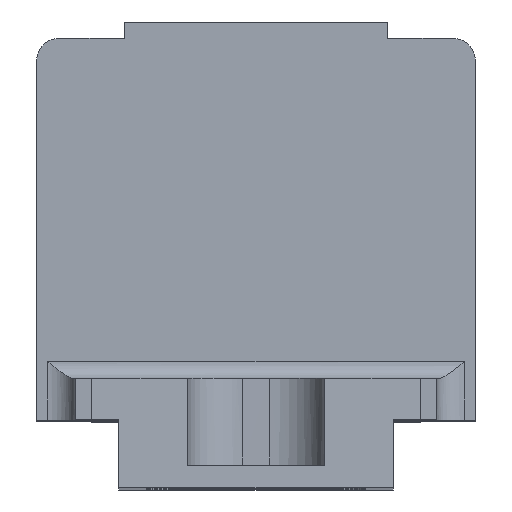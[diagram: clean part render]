
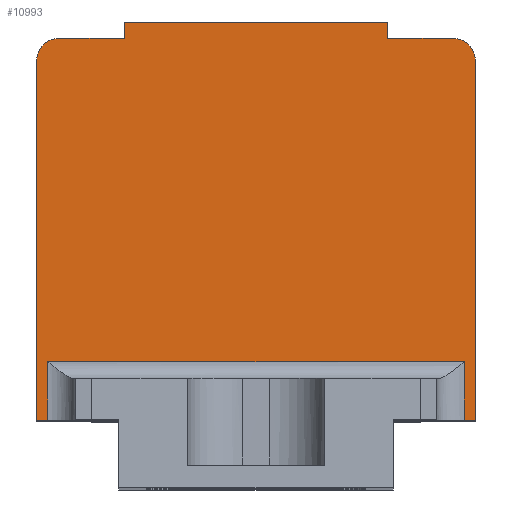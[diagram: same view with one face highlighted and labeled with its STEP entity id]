
A CAD part, top view. The second image highlights one B-rep face of the part: STEP entity #10993.
In plain terms, the highlighted planar face has unit normal (0, 0, 1).
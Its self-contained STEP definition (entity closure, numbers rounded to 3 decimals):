
#611=DIRECTION('',(0.,1.,0.));
#612=VECTOR('',#611,5.3);
#613=CARTESIAN_POINT('',(-19.,6.2,103.1));
#614=LINE('',#613,#612);
#629=DIRECTION('',(-1.,0.,0.));
#630=VECTOR('',#629,1.);
#631=CARTESIAN_POINT('',(-19.,6.2,103.1));
#632=LINE('',#631,#630);
#633=DIRECTION('',(0.,1.,0.));
#634=VECTOR('',#633,32.8);
#635=CARTESIAN_POINT('',(-20.,6.2,103.1));
#636=LINE('',#635,#634);
#637=DIRECTION('',(1.,0.,0.));
#638=VECTOR('',#637,6.);
#639=CARTESIAN_POINT('',(-18.,41.,103.1));
#640=LINE('',#639,#638);
#641=DIRECTION('',(0.,1.,0.));
#642=VECTOR('',#641,1.5);
#643=CARTESIAN_POINT('',(-12.,41.,103.1));
#644=LINE('',#643,#642);
#645=DIRECTION('',(1.,0.,0.));
#646=VECTOR('',#645,24.);
#647=CARTESIAN_POINT('',(-12.,42.5,103.1));
#648=LINE('',#647,#646);
#649=DIRECTION('',(0.,-1.,0.));
#650=VECTOR('',#649,1.5);
#651=CARTESIAN_POINT('',(12.,42.5,103.1));
#652=LINE('',#651,#650);
#653=DIRECTION('',(1.,0.,0.));
#654=VECTOR('',#653,6.);
#655=CARTESIAN_POINT('',(12.,41.,103.1));
#656=LINE('',#655,#654);
#657=DIRECTION('',(0.,-1.,0.));
#658=VECTOR('',#657,32.8);
#659=CARTESIAN_POINT('',(20.,39.,103.1));
#660=LINE('',#659,#658);
#661=DIRECTION('',(-1.,0.,0.));
#662=VECTOR('',#661,1.);
#663=CARTESIAN_POINT('',(20.,6.2,103.1));
#664=LINE('',#663,#662);
#704=DIRECTION('',(1.,0.,0.));
#705=VECTOR('',#704,38.);
#706=CARTESIAN_POINT('',(-19.,11.5,103.1));
#707=LINE('',#706,#705);
#865=DIRECTION('',(0.,-1.,0.));
#866=VECTOR('',#865,5.3);
#867=CARTESIAN_POINT('',(19.,11.5,103.1));
#868=LINE('',#867,#866);
#1002=CARTESIAN_POINT('',(18.,39.,103.1));
#1003=DIRECTION('',(0.,0.,1.));
#1004=DIRECTION('',(1.,0.,0.));
#1005=AXIS2_PLACEMENT_3D('',#1002,#1003,#1004);
#1036=CARTESIAN_POINT('',(-18.,39.,103.1));
#1037=DIRECTION('',(0.,0.,1.));
#1038=DIRECTION('',(0.,1.,0.));
#1039=AXIS2_PLACEMENT_3D('',#1036,#1037,#1038);
#8501=CARTESIAN_POINT('',(-12.,41.,103.1));
#8502=CARTESIAN_POINT('',(-12.,42.5,103.1));
#8503=VERTEX_POINT('',#8501);
#8504=VERTEX_POINT('',#8502);
#8505=CARTESIAN_POINT('',(12.,42.5,103.1));
#8506=VERTEX_POINT('',#8505);
#8507=CARTESIAN_POINT('',(12.,41.,103.1));
#8508=VERTEX_POINT('',#8507);
#8517=CARTESIAN_POINT('',(20.,6.2,103.1));
#8519=VERTEX_POINT('',#8517);
#8521=CARTESIAN_POINT('',(-20.,6.2,103.1));
#8523=VERTEX_POINT('',#8521);
#8729=CARTESIAN_POINT('',(19.,6.2,103.1));
#8730=VERTEX_POINT('',#8729);
#8735=CARTESIAN_POINT('',(-19.,6.2,103.1));
#8736=VERTEX_POINT('',#8735);
#8860=CARTESIAN_POINT('',(20.,39.,103.1));
#8862=VERTEX_POINT('',#8860);
#8863=CARTESIAN_POINT('',(18.,41.,103.1));
#8864=VERTEX_POINT('',#8863);
#8868=CARTESIAN_POINT('',(-18.,41.,103.1));
#8870=VERTEX_POINT('',#8868);
#8871=CARTESIAN_POINT('',(-20.,39.,103.1));
#8872=VERTEX_POINT('',#8871);
#9175=CARTESIAN_POINT('',(-19.,11.5,103.1));
#9176=CARTESIAN_POINT('',(19.,11.5,103.1));
#9177=VERTEX_POINT('',#9175);
#9178=VERTEX_POINT('',#9176);
#10960=CARTESIAN_POINT('',(0.,0.,103.1));
#10961=DIRECTION('',(0.,0.,-1.));
#10962=DIRECTION('',(-1.,0.,0.));
#10963=AXIS2_PLACEMENT_3D('',#10960,#10961,#10962);
#10964=PLANE('',#10963);
#10966=ORIENTED_EDGE('',*,*,#10965,.F.);
#10967=ORIENTED_EDGE('',*,*,#10950,.F.);
#10968=ORIENTED_EDGE('',*,*,#10854,.T.);
#10970=ORIENTED_EDGE('',*,*,#10969,.T.);
#10972=ORIENTED_EDGE('',*,*,#10971,.F.);
#10974=ORIENTED_EDGE('',*,*,#10973,.T.);
#10976=ORIENTED_EDGE('',*,*,#10975,.T.);
#10978=ORIENTED_EDGE('',*,*,#10977,.T.);
#10980=ORIENTED_EDGE('',*,*,#10979,.T.);
#10982=ORIENTED_EDGE('',*,*,#10981,.T.);
#10984=ORIENTED_EDGE('',*,*,#10983,.F.);
#10986=ORIENTED_EDGE('',*,*,#10985,.T.);
#10988=ORIENTED_EDGE('',*,*,#10987,.T.);
#10990=ORIENTED_EDGE('',*,*,#10989,.F.);
#10991=EDGE_LOOP('',(#10966,#10967,#10968,#10970,#10972,#10974,#10976,#10978,
#10980,#10982,#10984,#10986,#10988,#10990));
#10992=FACE_OUTER_BOUND('',#10991,.F.);
#10993=ADVANCED_FACE('',(#10992),#10964,.F.);
#1006=CIRCLE('',#1005,2.);
#1040=CIRCLE('',#1039,2.);
#10854=EDGE_CURVE('',#8736,#8523,#632,.T.);
#10950=EDGE_CURVE('',#8736,#9177,#614,.T.);
#10965=EDGE_CURVE('',#9177,#9178,#707,.T.);
#10969=EDGE_CURVE('',#8523,#8872,#636,.T.);
#10971=EDGE_CURVE('',#8870,#8872,#1040,.T.);
#10973=EDGE_CURVE('',#8870,#8503,#640,.T.);
#10975=EDGE_CURVE('',#8503,#8504,#644,.T.);
#10977=EDGE_CURVE('',#8504,#8506,#648,.T.);
#10979=EDGE_CURVE('',#8506,#8508,#652,.T.);
#10981=EDGE_CURVE('',#8508,#8864,#656,.T.);
#10983=EDGE_CURVE('',#8862,#8864,#1006,.T.);
#10985=EDGE_CURVE('',#8862,#8519,#660,.T.);
#10987=EDGE_CURVE('',#8519,#8730,#664,.T.);
#10989=EDGE_CURVE('',#9178,#8730,#868,.T.);
